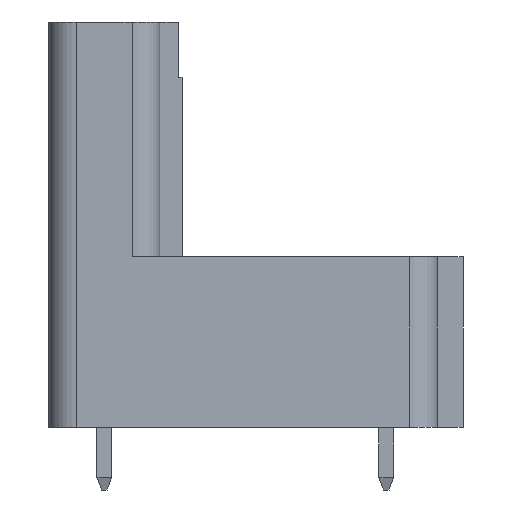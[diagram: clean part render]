
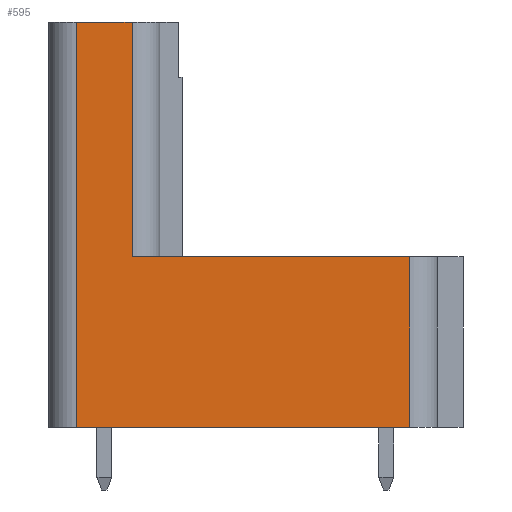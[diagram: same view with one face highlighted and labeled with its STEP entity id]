
A CAD part, left-side view. The second image highlights one B-rep face of the part: STEP entity #595.
In plain terms, the highlighted planar face has unit normal (-1, 0, 0).
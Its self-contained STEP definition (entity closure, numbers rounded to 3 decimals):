
#595 = ADVANCED_FACE( '', ( #1341 ), #1342, .T. );
#1341 = FACE_OUTER_BOUND( '', #2331, .T. );
#1342 = PLANE( '', #2332 );
#2331 = EDGE_LOOP( '', ( #3659, #3660, #3661, #3662, #3663, #3664 ) );
#2332 = AXIS2_PLACEMENT_3D( '', #3665, #3666, #3667 );
#3659 = ORIENTED_EDGE( '', *, *, #6277, .T. );
#3660 = ORIENTED_EDGE( '', *, *, #6254, .T. );
#3661 = ORIENTED_EDGE( '', *, *, #6278, .T. );
#3662 = ORIENTED_EDGE( '', *, *, #6279, .T. );
#3663 = ORIENTED_EDGE( '', *, *, #6280, .T. );
#3664 = ORIENTED_EDGE( '', *, *, #6016, .T. );
#3665 = CARTESIAN_POINT( '', ( -9.105, 0., 0. ) );
#3666 = DIRECTION( '', ( -1., 0., 0. ) );
#3667 = DIRECTION( '', ( 0., 0., 1. ) );
#6016 = EDGE_CURVE( '', #7170, #7174, #7176, .T. );
#6254 = EDGE_CURVE( '', #7580, #7584, #7586, .T. );
#6277 = EDGE_CURVE( '', #7174, #7580, #7621, .T. );
#6278 = EDGE_CURVE( '', #7584, #7622, #7623, .T. );
#6279 = EDGE_CURVE( '', #7622, #7624, #7625, .T. );
#6280 = EDGE_CURVE( '', #7624, #7170, #7626, .T. );
#7170 = VERTEX_POINT( '', #8855 );
#7174 = VERTEX_POINT( '', #8860 );
#7176 = LINE( '', #8862, #8863 );
#7580 = VERTEX_POINT( '', #9451 );
#7584 = VERTEX_POINT( '', #9456 );
#7586 = LINE( '', #9458, #9459 );
#7621 = LINE( '', #9507, #9508 );
#7622 = VERTEX_POINT( '', #9509 );
#7623 = LINE( '', #9510, #9511 );
#7624 = VERTEX_POINT( '', #9512 );
#7625 = LINE( '', #9513, #9514 );
#7626 = LINE( '', #9515, #9516 );
#8855 = CARTESIAN_POINT( '', ( -9.105, 6.7, 4.6 ) );
#8860 = CARTESIAN_POINT( '', ( -9.105, 6.7, 17.3 ) );
#8862 = CARTESIAN_POINT( '', ( -9.105, 6.7, 17.3 ) );
#8863 = VECTOR( '', #11129, 1000. );
#9451 = CARTESIAN_POINT( '', ( -9.105, 9.7, 17.3 ) );
#9456 = CARTESIAN_POINT( '', ( -9.105, 9.7, -4.6 ) );
#9458 = CARTESIAN_POINT( '', ( -9.105, 9.7, 0. ) );
#9459 = VECTOR( '', #11342, 1000. );
#9507 = CARTESIAN_POINT( '', ( -9.105, 5.2, 17.3 ) );
#9508 = VECTOR( '', #11365, 1000. );
#9509 = CARTESIAN_POINT( '', ( -9.105, -8.3, -4.6 ) );
#9510 = CARTESIAN_POINT( '', ( -9.105, 11.2, -4.6 ) );
#9511 = VECTOR( '', #11366, 1000. );
#9512 = CARTESIAN_POINT( '', ( -9.105, -8.3, 4.6 ) );
#9513 = CARTESIAN_POINT( '', ( -9.105, -8.3, 4.6 ) );
#9514 = VECTOR( '', #11367, 1000. );
#9515 = CARTESIAN_POINT( '', ( -9.105, -9.8, 4.6 ) );
#9516 = VECTOR( '', #11368, 1000. );
#11129 = DIRECTION( '', ( 0., 0., 1. ) );
#11342 = DIRECTION( '', ( 0., 0., -1. ) );
#11365 = DIRECTION( '', ( 0., 1., 0. ) );
#11366 = DIRECTION( '', ( 0., -1., 0. ) );
#11367 = DIRECTION( '', ( 0., 0., 1. ) );
#11368 = DIRECTION( '', ( 0., 1., 0. ) );
